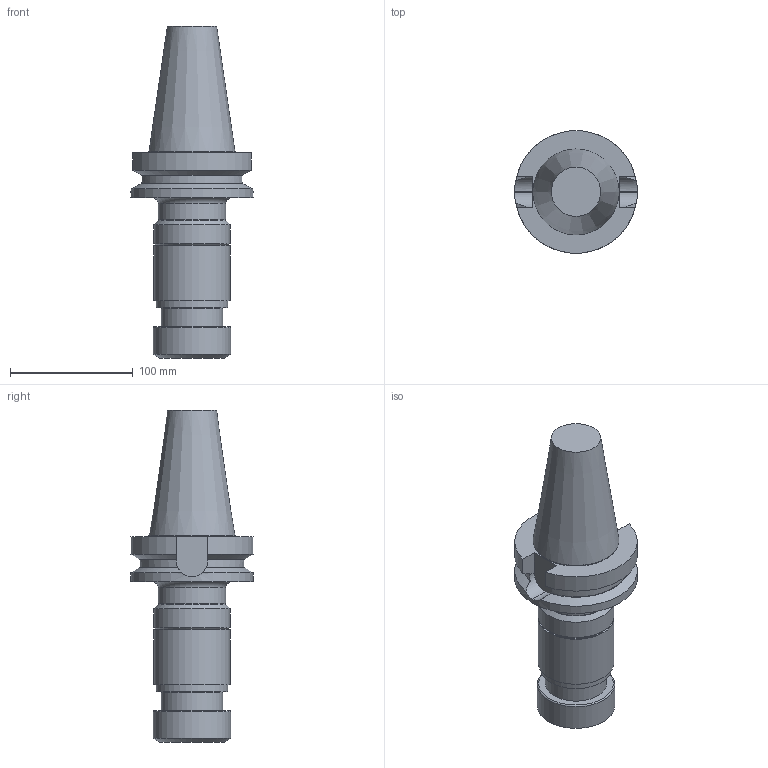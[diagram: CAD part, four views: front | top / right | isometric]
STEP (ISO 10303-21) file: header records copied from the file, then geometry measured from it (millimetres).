
FILE_DESCRIPTION(/* description */ (''),/* implementation_level */ '2;1');
FILE_NAME(/* name */ '1525679122125.stp',/* time_stamp */ '2018-05-07T09:45:31+02:00',/* author */ (''),/* organization */ ('SMS'),/* preprocessor_version */ 'ST-DEVELOPER v15',/* originating_system */ 'SIEMENS PLM Software NX 8.5',/* authorisation */ '');
FILE_SCHEMA (('AUTOMOTIVE_DESIGN { 1 0 10303 214 3 1 1 1 }'));
Length unit declared in the file: millimetre
Products named in the file (1): 201626775mod000_00
Bounding box: 99.97 x 99.97 x 270.4 mm (x, y, z)
Volume: 863262 mm3; surface area: 72657.3 mm2
Topology: 1 solids, 1 shells, 51 faces, 119 edges, 80 vertices
Faces by surface type: plane 21, cylinder 17, cone 11, torus 2
Full cylindrical faces by diameter (mm): 49.987 x1, 55 x1, 58.4 x1, 59.4 x1, 62 x2, 63 x1, 69.4 x1, 99.973 x1
Entity records: 1421 total; most frequent: CARTESIAN_POINT 276, DIRECTION 236, ORIENTED_EDGE 194, AXIS2_PLACEMENT_3D 100, EDGE_CURVE 97, EDGE_LOOP 76, VERTEX_POINT 73, ADVANCED_FACE 51
